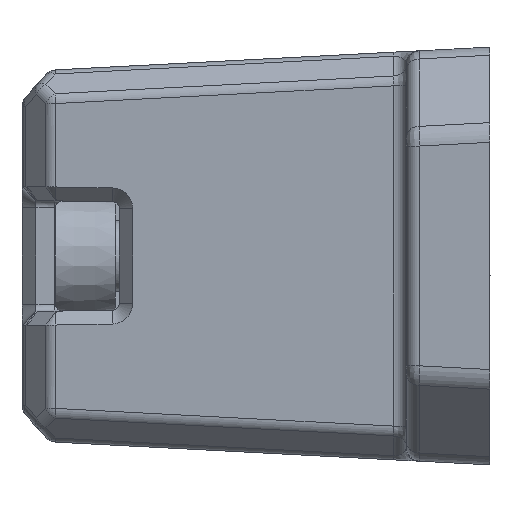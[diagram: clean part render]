
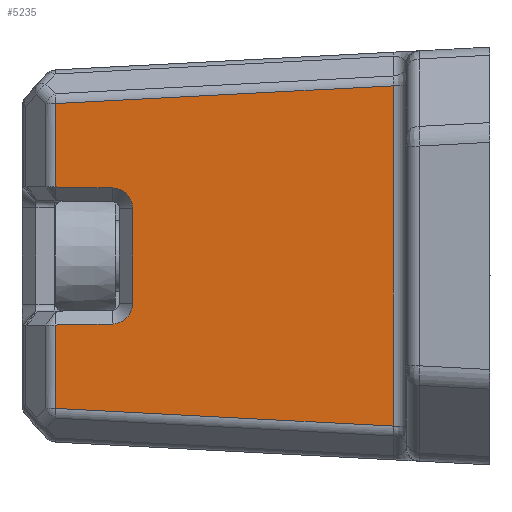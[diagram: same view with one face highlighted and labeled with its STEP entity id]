
A CAD part, left-side view. The second image highlights one B-rep face of the part: STEP entity #5235.
In plain terms, the highlighted planar face has unit normal (-0.999, 0.052, 0).
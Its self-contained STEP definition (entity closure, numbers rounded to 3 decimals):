
#239 = VERTEX_POINT ( 'NONE', #5783 ) ;
#698 = CARTESIAN_POINT ( 'NONE',  ( -10.578, 12.826, -1.693 ) ) ;
#814 = DIRECTION ( 'NONE',  ( 0.052, 0.997, -0.052 ) ) ;
#878 = LINE ( 'NONE', #12728, #14255 ) ;
#958 = DIRECTION ( 'NONE',  ( -0.052, -0.999, 0. ) ) ;
#978 = EDGE_CURVE ( 'NONE', #12694, #6011, #6398, .T. ) ;
#1438 = LINE ( 'NONE', #16742, #2483 ) ;
#1530 = ORIENTED_EDGE ( 'NONE', *, *, #6885, .T. ) ;
#1535 = CARTESIAN_POINT ( 'NONE',  ( -10.433, 15.595, -5.668 ) ) ;
#1759 = VERTEX_POINT ( 'NONE', #14372 ) ;
#1844 = CARTESIAN_POINT ( 'NONE',  ( -11.093, 2.989, -6.133 ) ) ;
#1905 = DIRECTION ( 'NONE',  ( 0., 0., 1. ) ) ;
#1961 = VECTOR ( 'NONE', #1905, 1000. ) ;
#1977 = CARTESIAN_POINT ( 'NONE',  ( -10.578, 12.826, 1.693 ) ) ;
#2110 = CARTESIAN_POINT ( 'NONE',  ( -10.574, 12.906, -2.081 ) ) ;
#2167 = VERTEX_POINT ( 'NONE', #7031 ) ;
#2372 = VECTOR ( 'NONE', #13647, 1000. ) ;
#2423 = AXIS2_PLACEMENT_3D ( 'NONE', #14512, #3631, #958 ) ;
#2483 = VECTOR ( 'NONE', #3383, 1000. ) ;
#3048 = CARTESIAN_POINT ( 'NONE',  ( -10.433, 15.595, 2.479 ) ) ;
#3383 = DIRECTION ( 'NONE',  ( 0., 0., -1. ) ) ;
#3438 = EDGE_CURVE ( 'NONE', #239, #13722, #878, .T. ) ;
#3631 = DIRECTION ( 'NONE',  ( -0.999, 0.052, 0. ) ) ;
#3713 = DIRECTION ( 'NONE',  ( -0.052, -0.998, -0.017 ) ) ;
#3866 = B_SPLINE_CURVE_WITH_KNOTS ( 'NONE', 3,
 ( #698, #16788, #2110, #16849, #4802, #8834 ),
 .UNSPECIFIED., .F., .F.,
 ( 4, 2, 4 ),
 ( 0., 0.5, 1. ),
 .UNSPECIFIED. ) ;
#4235 = VERTEX_POINT ( 'NONE', #3048 ) ;
#4294 = CARTESIAN_POINT ( 'NONE',  ( -10.578, 12.826, -1.693 ) ) ;
#4520 = CARTESIAN_POINT ( 'NONE',  ( -10.433, 15.595, -5.668 ) ) ;
#4802 = CARTESIAN_POINT ( 'NONE',  ( -10.549, 13.368, -2.44 ) ) ;
#5235 = ADVANCED_FACE ( 'NONE', ( #6525 ), #13170, .T. ) ;
#5571 = EDGE_CURVE ( 'NONE', #12623, #15637, #1438, .T. ) ;
#5606 = VECTOR ( 'NONE', #7467, 1000. ) ;
#5762 = CARTESIAN_POINT ( 'NONE',  ( -10.574, 12.906, 2.081 ) ) ;
#5783 = CARTESIAN_POINT ( 'NONE',  ( -11.068, 3.474, 6.109 ) ) ;
#5935 = CARTESIAN_POINT ( 'NONE',  ( -10.539, 13.563, 2.443 ) ) ;
#5971 = VERTEX_POINT ( 'NONE', #11075 ) ;
#6011 = VERTEX_POINT ( 'NONE', #9750 ) ;
#6398 = LINE ( 'NONE', #6860, #2372 ) ;
#6525 = FACE_OUTER_BOUND ( 'NONE', #16798, .T. ) ;
#6609 = CARTESIAN_POINT ( 'NONE',  ( -10.433, 15.595, 5.474 ) ) ;
#6860 = CARTESIAN_POINT ( 'NONE',  ( -11.245, 0.092, -2.208 ) ) ;
#6885 = EDGE_CURVE ( 'NONE', #13722, #4235, #16612, .T. ) ;
#7031 = CARTESIAN_POINT ( 'NONE',  ( -10.539, 13.563, 2.443 ) ) ;
#7178 = DIRECTION ( 'NONE',  ( -0.052, -0.997, -0.052 ) ) ;
#7412 = EDGE_CURVE ( 'NONE', #1759, #5971, #13737, .T. ) ;
#7467 = DIRECTION ( 'NONE',  ( 0., 0., -1. ) ) ;
#7476 = ORIENTED_EDGE ( 'NONE', *, *, #7412, .T. ) ;
#7922 = EDGE_CURVE ( 'NONE', #15637, #12694, #3866, .T. ) ;
#7929 = CARTESIAN_POINT ( 'NONE',  ( -11.259, -0.169, 2.203 ) ) ;
#8521 = EDGE_CURVE ( 'NONE', #2167, #12623, #9033, .T. ) ;
#8594 = CARTESIAN_POINT ( 'NONE',  ( -10.559, 13.177, 2.357 ) ) ;
#8834 = CARTESIAN_POINT ( 'NONE',  ( -10.539, 13.563, -2.443 ) ) ;
#9033 = B_SPLINE_CURVE_WITH_KNOTS ( 'NONE', 3,
 ( #5935, #16669, #8594, #5762, #9749, #11073 ),
 .UNSPECIFIED., .F., .F.,
 ( 4, 2, 4 ),
 ( 0., 0.5, 1. ),
 .UNSPECIFIED. ) ;
#9140 = LINE ( 'NONE', #4520, #5606 ) ;
#9749 = CARTESIAN_POINT ( 'NONE',  ( -10.578, 12.826, 1.889 ) ) ;
#9750 = CARTESIAN_POINT ( 'NONE',  ( -10.433, 15.595, -2.479 ) ) ;
#9905 = VECTOR ( 'NONE', #10936, 1000. ) ;
#9938 = LINE ( 'NONE', #15316, #1961 ) ;
#10291 = CARTESIAN_POINT ( 'NONE',  ( -10.539, 13.563, -2.443 ) ) ;
#10721 = EDGE_CURVE ( 'NONE', #5971, #239, #9938, .T. ) ;
#10936 = DIRECTION ( 'NONE',  ( 0., 0., -1. ) ) ;
#11073 = CARTESIAN_POINT ( 'NONE',  ( -10.578, 12.826, 1.693 ) ) ;
#11075 = CARTESIAN_POINT ( 'NONE',  ( -11.068, 3.474, -6.107 ) ) ;
#11697 = VECTOR ( 'NONE', #3713, 1000. ) ;
#11739 = ORIENTED_EDGE ( 'NONE', *, *, #978, .T. ) ;
#12623 = VERTEX_POINT ( 'NONE', #1977 ) ;
#12694 = VERTEX_POINT ( 'NONE', #10291 ) ;
#12728 = CARTESIAN_POINT ( 'NONE',  ( -10.422, 15.791, 5.464 ) ) ;
#13170 = PLANE ( 'NONE',  #2423 ) ;
#13647 = DIRECTION ( 'NONE',  ( 0.052, 0.998, -0.017 ) ) ;
#13718 = ORIENTED_EDGE ( 'NONE', *, *, #3438, .T. ) ;
#13722 = VERTEX_POINT ( 'NONE', #6609 ) ;
#13737 = LINE ( 'NONE', #1844, #15644 ) ;
#13967 = ORIENTED_EDGE ( 'NONE', *, *, #7922, .T. ) ;
#14255 = VECTOR ( 'NONE', #814, 1000. ) ;
#14283 = ORIENTED_EDGE ( 'NONE', *, *, #8521, .T. ) ;
#14372 = CARTESIAN_POINT ( 'NONE',  ( -10.433, 15.595, -5.472 ) ) ;
#14512 = CARTESIAN_POINT ( 'NONE',  ( -11.25, 0., -7.5 ) ) ;
#15115 = ORIENTED_EDGE ( 'NONE', *, *, #10721, .T. ) ;
#15316 = CARTESIAN_POINT ( 'NONE',  ( -11.068, 3.474, 6.341 ) ) ;
#15637 = VERTEX_POINT ( 'NONE', #4294 ) ;
#15644 = VECTOR ( 'NONE', #7178, 1000. ) ;
#16102 = ORIENTED_EDGE ( 'NONE', *, *, #5571, .T. ) ;
#16119 = EDGE_CURVE ( 'NONE', #6011, #1759, #9140, .T. ) ;
#16283 = EDGE_CURVE ( 'NONE', #4235, #2167, #17156, .T. ) ;
#16612 = LINE ( 'NONE', #1535, #9905 ) ;
#16648 = ORIENTED_EDGE ( 'NONE', *, *, #16283, .T. ) ;
#16669 = CARTESIAN_POINT ( 'NONE',  ( -10.549, 13.369, 2.44 ) ) ;
#16742 = CARTESIAN_POINT ( 'NONE',  ( -10.578, 12.826, -7.5 ) ) ;
#16788 = CARTESIAN_POINT ( 'NONE',  ( -10.578, 12.826, -1.887 ) ) ;
#16798 = EDGE_LOOP ( 'NONE', ( #1530, #16648, #14283, #16102, #13967, #11739, #17338, #7476, #15115, #13718 ) ) ;
#16849 = CARTESIAN_POINT ( 'NONE',  ( -10.559, 13.177, -2.357 ) ) ;
#17156 = LINE ( 'NONE', #7929, #11697 ) ;
#17338 = ORIENTED_EDGE ( 'NONE', *, *, #16119, .T. ) ;
